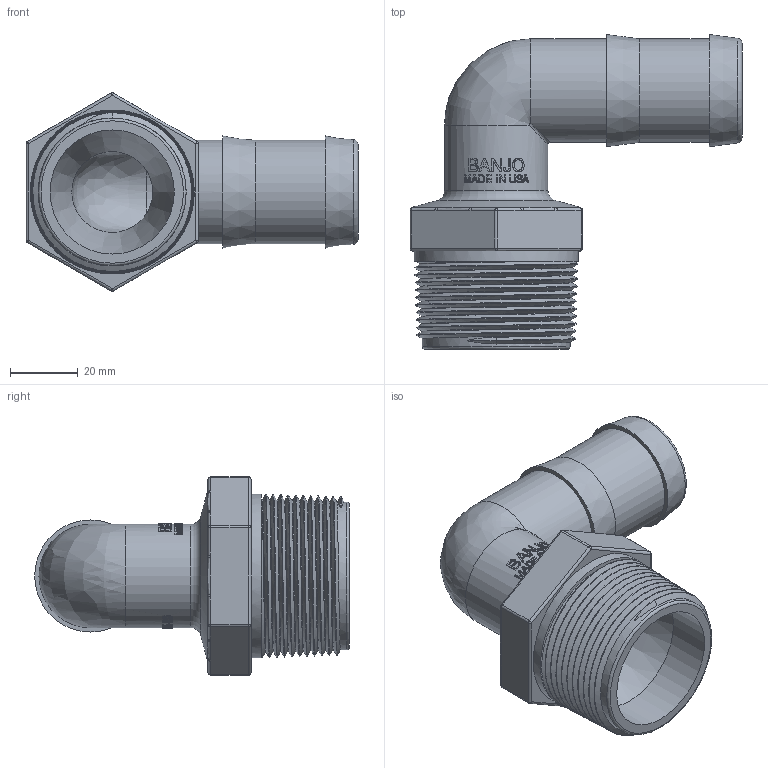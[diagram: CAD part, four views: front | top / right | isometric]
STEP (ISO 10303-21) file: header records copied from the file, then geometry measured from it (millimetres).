
FILE_DESCRIPTION(/* description */ ('1 1/2" NPT THD X 1 1/4" 90 HOSE BARB'),/* implementation_level */ '2;1');
FILE_NAME(/* name */ 'HB150-125-90.stp',/* time_stamp */ '2016-12-05T15:04:11-05:00',/* author */ ('DLC'),/* organization */ (''),/* preprocessor_version */ 'ST-DEVELOPER v16.5',/* originating_system */ 'Autodesk Inventor 2017',/* authorisation */ '');
FILE_SCHEMA (('AUTOMOTIVE_DESIGN { 1 0 10303 214 3 1 1 }'));
Products named in the file (2): HB150/125-90; HB150/125-90U
Assembly tree (1 placements, depth 2):
  HB150/125-90
    HB150/125-90U
Bounding box: 97.79 x 92.71 x 58.42 mm (x, y, z)
Volume: 75405.2 mm3; surface area: 33550.9 mm2
Topology: 1 solids, 1 shells, 454 faces, 1178 edges, 768 vertices
Faces by surface type: bspline 195, plane 157, cylinder 70, cone 17, sphere 12, torus 3
Full cylindrical faces by diameter (mm): 23.876 x2, 30.48 x3, 36.576 x1, 48.26 x1
Entity records: 38301 total; most frequent: CARTESIAN_POINT 28452, ORIENTED_EDGE 2252, DIRECTION 1616, EDGE_CURVE 1126, VERTEX_POINT 741, AXIS2_PLACEMENT_3D 574, EDGE_LOOP 503, LINE 468
